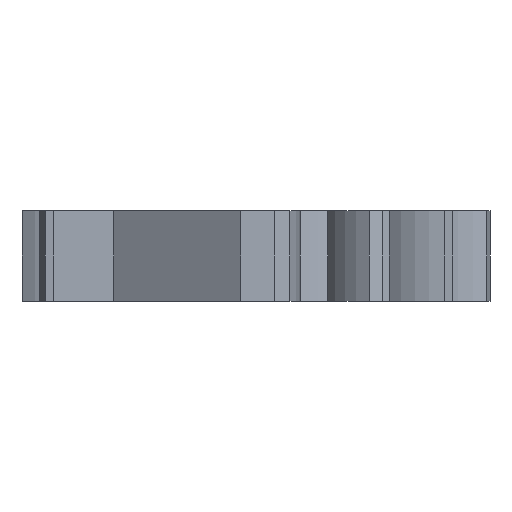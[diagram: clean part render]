
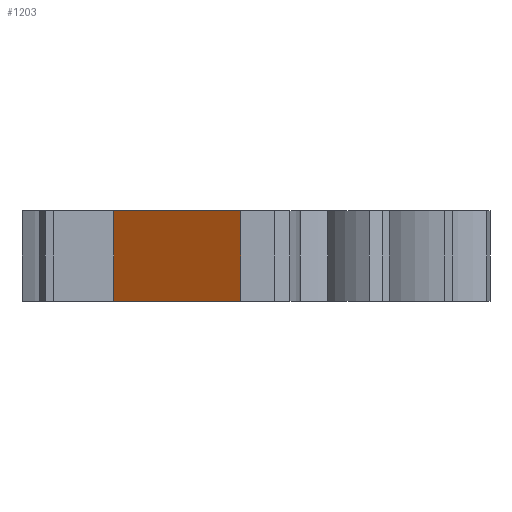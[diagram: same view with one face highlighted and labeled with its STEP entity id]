
A CAD part, front view. The second image highlights one B-rep face of the part: STEP entity #1203.
In plain terms, the highlighted planar face has unit normal (0.994, -0.11, 0).
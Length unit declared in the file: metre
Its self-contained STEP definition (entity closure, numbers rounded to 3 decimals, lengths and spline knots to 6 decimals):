
#36=PLANE('',#1358);
#128=LINE('',#2085,#227);
#132=LINE('',#2093,#231);
#136=LINE('',#2101,#235);
#137=LINE('',#2102,#236);
#227=VECTOR('',#1722,1.);
#231=VECTOR('',#1728,1.);
#235=VECTOR('',#1734,1.);
#236=VECTOR('',#1735,1.);
#574=ORIENTED_EDGE('',*,*,#764,.T.);
#575=ORIENTED_EDGE('',*,*,#772,.F.);
#576=ORIENTED_EDGE('',*,*,#768,.F.);
#577=ORIENTED_EDGE('',*,*,#773,.T.);
#764=EDGE_CURVE('',#891,#890,#128,.T.);
#768=EDGE_CURVE('',#893,#894,#132,.T.);
#772=EDGE_CURVE('',#894,#890,#136,.T.);
#773=EDGE_CURVE('',#893,#891,#137,.T.);
#890=VERTEX_POINT('',#2084);
#891=VERTEX_POINT('',#2086);
#893=VERTEX_POINT('',#2092);
#894=VERTEX_POINT('',#2094);
#1036=EDGE_LOOP('',(#574,#575,#576,#577));
#1101=FACE_BOUND('',#1036,.T.);
#1203=ADVANCED_FACE('',(#1101),#36,.F.);
#1358=AXIS2_PLACEMENT_3D('',#2100,#1732,#1733);
#1722=DIRECTION('',(-0.11,-0.994,0.));
#1728=DIRECTION('',(-0.11,-0.994,0.));
#1732=DIRECTION('',(-0.994,0.11,0.));
#1733=DIRECTION('',(-0.11,-0.994,0.));
#1734=DIRECTION('',(0.,0.,1.));
#1735=DIRECTION('',(0.,0.,1.));
#2084=CARTESIAN_POINT('',(0.0182,-0.069829,0.013));
#2085=CARTESIAN_POINT('',(0.025621,-0.002838,0.013));
#2086=CARTESIAN_POINT('',(0.022428,-0.031665,0.013));
#2092=CARTESIAN_POINT('',(0.022428,-0.031665,0.01));
#2093=CARTESIAN_POINT('',(0.025621,-0.002838,0.01));
#2094=CARTESIAN_POINT('',(0.0182,-0.069829,0.01));
#2100=CARTESIAN_POINT('',(0.025621,-0.002838,0.01));
#2101=CARTESIAN_POINT('',(0.0182,-0.069829,0.01));
#2102=CARTESIAN_POINT('',(0.022428,-0.031665,0.01));
